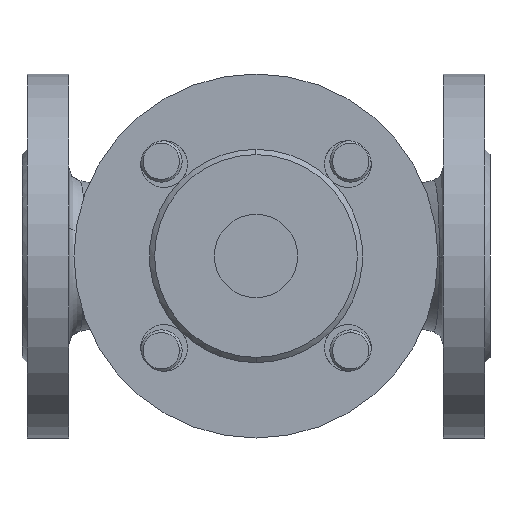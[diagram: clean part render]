
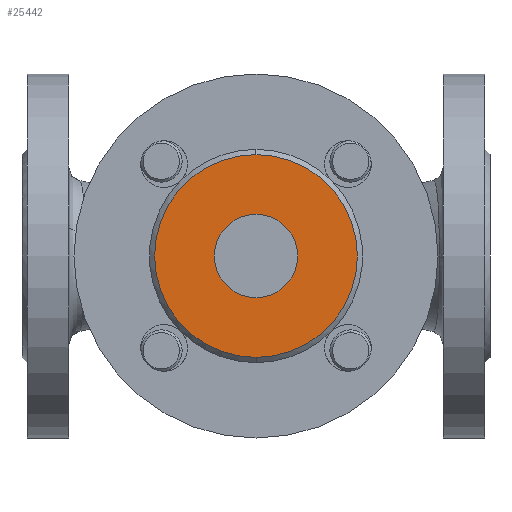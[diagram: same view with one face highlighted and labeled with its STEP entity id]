
A CAD part, front view. The second image highlights one B-rep face of the part: STEP entity #25442.
In plain terms, the highlighted planar face has unit normal (0, -1, 0).
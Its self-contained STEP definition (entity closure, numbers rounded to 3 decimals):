
#682 = VERTEX_POINT ( 'NONE', #15685 ) ;
#7372 = VERTEX_POINT ( 'NONE', #148783 ) ;
#10632 = AXIS2_PLACEMENT_3D ( 'NONE', #31326, #112599, #43003 ) ;
#12000 = DIRECTION ( 'NONE',  ( 0., 1., 0. ) ) ;
#15627 = EDGE_CURVE ( 'NONE', #38079, #7372, #94108, .T. ) ;
#15685 = CARTESIAN_POINT ( 'NONE',  ( 0., -148., -39. ) ) ;
#19302 = EDGE_LOOP ( 'NONE', ( #59065, #147448 ) ) ;
#25442 = ADVANCED_FACE ( 'NONE', ( #119168, #26467 ), #34883, .F. ) ;
#26467 = FACE_OUTER_BOUND ( 'NONE', #19302, .T. ) ;
#31326 = CARTESIAN_POINT ( 'NONE',  ( 0., -148., 0. ) ) ;
#33753 = CARTESIAN_POINT ( 'NONE',  ( 0., -148., 39. ) ) ;
#34159 = DIRECTION ( 'NONE',  ( 0., -1., 0. ) ) ;
#34883 = PLANE ( 'NONE',  #39611 ) ;
#35268 = ORIENTED_EDGE ( 'NONE', *, *, #112842, .F. ) ;
#38079 = VERTEX_POINT ( 'NONE', #119055 ) ;
#39611 = AXIS2_PLACEMENT_3D ( 'NONE', #69376, #12000, #93272 ) ;
#40770 = EDGE_CURVE ( 'NONE', #682, #55376, #66671, .T. ) ;
#42376 = CARTESIAN_POINT ( 'NONE',  ( 0., -148., 0. ) ) ;
#43003 = DIRECTION ( 'NONE',  ( 1., 0., 0. ) ) ;
#53713 = CARTESIAN_POINT ( 'NONE',  ( 0., -148., 0. ) ) ;
#54083 = DIRECTION ( 'NONE',  ( 0., 0., 1. ) ) ;
#55376 = VERTEX_POINT ( 'NONE', #33753 ) ;
#59065 = ORIENTED_EDGE ( 'NONE', *, *, #107086, .F. ) ;
#65347 = DIRECTION ( 'NONE',  ( 0., 0., 1. ) ) ;
#66671 = CIRCLE ( 'NONE', #99226, 39. ) ;
#69376 = CARTESIAN_POINT ( 'NONE',  ( 16., -148., 0. ) ) ;
#77794 = CIRCLE ( 'NONE', #134149, 39. ) ;
#87378 = ORIENTED_EDGE ( 'NONE', *, *, #15627, .F. ) ;
#92927 = EDGE_LOOP ( 'NONE', ( #87378, #35268 ) ) ;
#93272 = DIRECTION ( 'NONE',  ( 0., 0., 1. ) ) ;
#94108 = CIRCLE ( 'NONE', #114370, 16. ) ;
#99226 = AXIS2_PLACEMENT_3D ( 'NONE', #42376, #123682, #54083 ) ;
#103728 = CARTESIAN_POINT ( 'NONE',  ( 0., -148., 0. ) ) ;
#107086 = EDGE_CURVE ( 'NONE', #55376, #682, #77794, .T. ) ;
#112599 = DIRECTION ( 'NONE',  ( 0., -1., 0. ) ) ;
#112842 = EDGE_CURVE ( 'NONE', #7372, #38079, #126648, .T. ) ;
#114370 = AXIS2_PLACEMENT_3D ( 'NONE', #103728, #34159, #115411 ) ;
#115411 = DIRECTION ( 'NONE',  ( 1., 0., 0. ) ) ;
#119055 = CARTESIAN_POINT ( 'NONE',  ( 16., -148., 0. ) ) ;
#119168 = FACE_BOUND ( 'NONE', #92927, .T. ) ;
#123682 = DIRECTION ( 'NONE',  ( 0., 1., 0. ) ) ;
#126648 = CIRCLE ( 'NONE', #10632, 16. ) ;
#134149 = AXIS2_PLACEMENT_3D ( 'NONE', #53713, #134977, #65347 ) ;
#134977 = DIRECTION ( 'NONE',  ( 0., 1., 0. ) ) ;
#147448 = ORIENTED_EDGE ( 'NONE', *, *, #40770, .F. ) ;
#148783 = CARTESIAN_POINT ( 'NONE',  ( -16., -148., 0. ) ) ;
